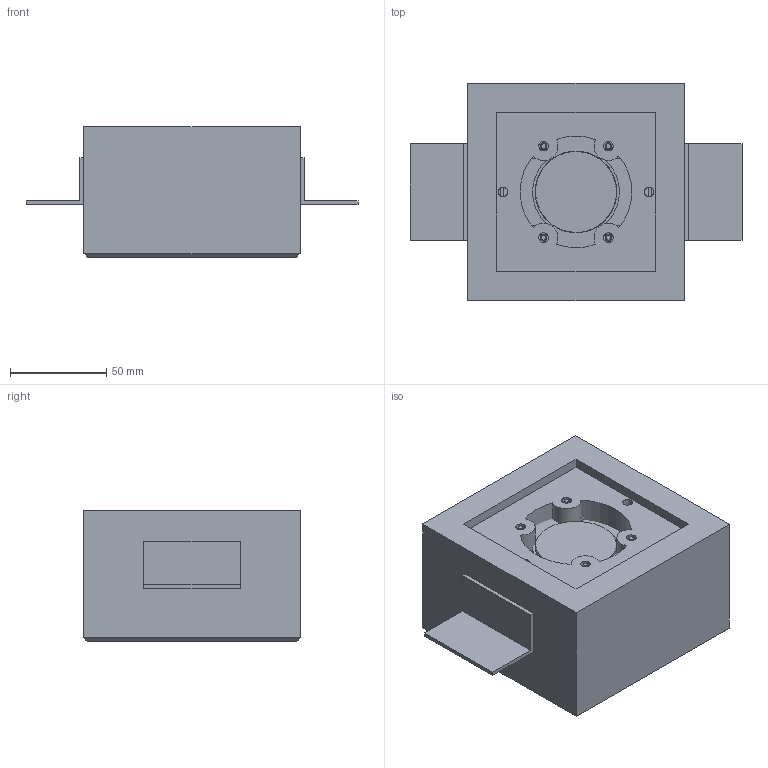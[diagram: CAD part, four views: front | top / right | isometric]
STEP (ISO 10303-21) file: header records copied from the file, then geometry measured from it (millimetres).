
FILE_DESCRIPTION(/* description */ (''),/* implementation_level */ '2;1');
FILE_NAME(/* name */ 'T383_Filiatra',/* time_stamp */ '2022-03-24T15:39:10+01:00',/* author */ (''),/* organization */ (''),/* preprocessor_version */ 'ST-DEVELOPER v16.5',/* originating_system */ '',/* authorisation */ '');
FILE_SCHEMA (('AUTOMOTIVE_DESIGN'));
Length unit declared in the file: millimetre
Products named in the file (1): Document
Bounding box: 172.5 x 113 x 68 mm (x, y, z)
Volume: 538928 mm3; surface area: 142429.4 mm2
Topology: 13 solids, 13 shells, 218 faces, 494 edges, 324 vertices
Faces by surface type: bspline 110, plane 108
Entity records: 6449 total; most frequent: CARTESIAN_POINT 3219, ORIENTED_EDGE 988, EDGE_CURVE 494, VERTEX_POINT 324, EDGE_LOOP 264, B_SPLINE_CURVE_WITH_KNOTS 221, ADVANCED_FACE 218, FACE_OUTER_BOUND 218
